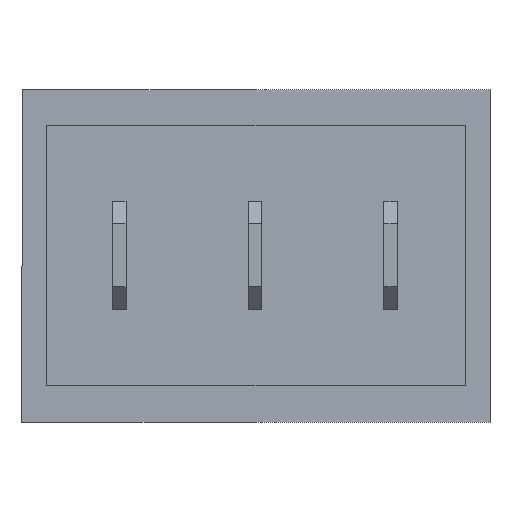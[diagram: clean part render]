
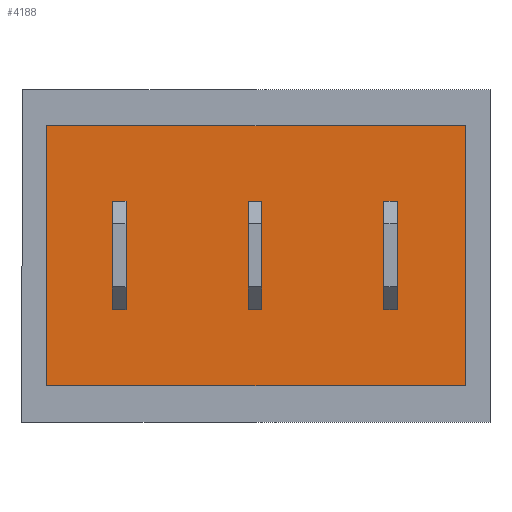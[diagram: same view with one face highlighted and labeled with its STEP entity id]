
A CAD part, top view. The second image highlights one B-rep face of the part: STEP entity #4188.
In plain terms, the highlighted planar face has unit normal (0, 0, 1).
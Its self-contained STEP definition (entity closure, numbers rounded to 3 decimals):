
#35 = ORIENTED_EDGE ( 'NONE', *, *, #3869, .T. ) ;
#66 = DIRECTION ( 'NONE',  ( 0., 1., 0. ) ) ;
#93 = VECTOR ( 'NONE', #2766, 1000. ) ;
#129 = VERTEX_POINT ( 'NONE', #4278 ) ;
#148 = VECTOR ( 'NONE', #1060, 1000. ) ;
#159 = ORIENTED_EDGE ( 'NONE', *, *, #4049, .F. ) ;
#187 = EDGE_CURVE ( 'NONE', #3390, #1393, #1498, .T. ) ;
#199 = CARTESIAN_POINT ( 'NONE',  ( 14.2, 3.35, 10.8 ) ) ;
#240 = LINE ( 'NONE', #2861, #248 ) ;
#248 = VECTOR ( 'NONE', #4230, 1000. ) ;
#305 = LINE ( 'NONE', #3599, #2218 ) ;
#338 = ORIENTED_EDGE ( 'NONE', *, *, #742, .T. ) ;
#349 = LINE ( 'NONE', #630, #1203 ) ;
#360 = VERTEX_POINT ( 'NONE', #854 ) ;
#399 = CARTESIAN_POINT ( 'NONE',  ( 2.8, 3.35, 10.8 ) ) ;
#421 = LINE ( 'NONE', #1419, #93 ) ;
#457 = ORIENTED_EDGE ( 'NONE', *, *, #3254, .F. ) ;
#458 = CARTESIAN_POINT ( 'NONE',  ( 0., 11.5, 10.8 ) ) ;
#474 = CARTESIAN_POINT ( 'NONE',  ( 8.2, 8.15, 10.8 ) ) ;
#500 = CARTESIAN_POINT ( 'NONE',  ( 2.8, 8.15, 10.8 ) ) ;
#605 = DIRECTION ( 'NONE',  ( 0., 1., 0. ) ) ;
#611 = VECTOR ( 'NONE', #2494, 1000. ) ;
#628 = EDGE_LOOP ( 'NONE', ( #3947, #3314, #159, #2616 ) ) ;
#630 = CARTESIAN_POINT ( 'NONE',  ( 14.8, 8.15, 10.8 ) ) ;
#638 = CARTESIAN_POINT ( 'NONE',  ( 2.2, 8.15, 10.8 ) ) ;
#651 = VERTEX_POINT ( 'NONE', #1076 ) ;
#693 = EDGE_CURVE ( 'NONE', #3646, #709, #421, .T. ) ;
#709 = VERTEX_POINT ( 'NONE', #500 ) ;
#742 = EDGE_CURVE ( 'NONE', #129, #1276, #2783, .T. ) ;
#747 = CARTESIAN_POINT ( 'NONE',  ( 8.8, 8.15, 10.8 ) ) ;
#854 = CARTESIAN_POINT ( 'NONE',  ( 8.8, 3.35, 10.8 ) ) ;
#879 = FACE_BOUND ( 'NONE', #2782, .T. ) ;
#895 = CARTESIAN_POINT ( 'NONE',  ( 0., 0., 10.8 ) ) ;
#899 = CARTESIAN_POINT ( 'NONE',  ( 2.8, 8.15, 10.8 ) ) ;
#931 = CARTESIAN_POINT ( 'NONE',  ( 14.8, 8.15, 10.8 ) ) ;
#1060 = DIRECTION ( 'NONE',  ( 1., 0., 0. ) ) ;
#1076 = CARTESIAN_POINT ( 'NONE',  ( 8.8, 8.15, 10.8 ) ) ;
#1203 = VECTOR ( 'NONE', #3924, 1000. ) ;
#1210 = ORIENTED_EDGE ( 'NONE', *, *, #4300, .T. ) ;
#1222 = ORIENTED_EDGE ( 'NONE', *, *, #1621, .F. ) ;
#1226 = DIRECTION ( 'NONE',  ( 1., 0., 0. ) ) ;
#1276 = VERTEX_POINT ( 'NONE', #3545 ) ;
#1327 = VERTEX_POINT ( 'NONE', #931 ) ;
#1347 = VERTEX_POINT ( 'NONE', #3589 ) ;
#1392 = VECTOR ( 'NONE', #4058, 1000. ) ;
#1393 = VERTEX_POINT ( 'NONE', #399 ) ;
#1419 = CARTESIAN_POINT ( 'NONE',  ( 2.2, 8.15, 10.8 ) ) ;
#1430 = DIRECTION ( 'NONE',  ( 0., 1., 0. ) ) ;
#1498 = LINE ( 'NONE', #2840, #3551 ) ;
#1547 = VERTEX_POINT ( 'NONE', #199 ) ;
#1549 = CARTESIAN_POINT ( 'NONE',  ( 8.2, 8.15, 10.8 ) ) ;
#1553 = EDGE_CURVE ( 'NONE', #3390, #3646, #240, .T. ) ;
#1565 = LINE ( 'NONE', #895, #3750 ) ;
#1579 = FACE_BOUND ( 'NONE', #628, .T. ) ;
#1590 = VERTEX_POINT ( 'NONE', #1549 ) ;
#1621 = EDGE_CURVE ( 'NONE', #1393, #709, #3885, .T. ) ;
#1646 = DIRECTION ( 'NONE',  ( -1., 0., 0. ) ) ;
#1671 = VECTOR ( 'NONE', #1917, 1000. ) ;
#1676 = VECTOR ( 'NONE', #3905, 1000. ) ;
#1677 = EDGE_CURVE ( 'NONE', #2212, #1590, #2729, .T. ) ;
#1744 = EDGE_LOOP ( 'NONE', ( #338, #3851, #35, #2273 ) ) ;
#1747 = LINE ( 'NONE', #747, #3684 ) ;
#1754 = CARTESIAN_POINT ( 'NONE',  ( 17.8, 0., 10.8 ) ) ;
#1806 = CARTESIAN_POINT ( 'NONE',  ( 2.2, 3.35, 10.8 ) ) ;
#1829 = LINE ( 'NONE', #3467, #1392 ) ;
#1874 = EDGE_CURVE ( 'NONE', #1347, #1327, #349, .T. ) ;
#1882 = FACE_BOUND ( 'NONE', #3628, .T. ) ;
#1901 = FACE_OUTER_BOUND ( 'NONE', #1744, .T. ) ;
#1917 = DIRECTION ( 'NONE',  ( 1., 0., 0. ) ) ;
#1936 = LINE ( 'NONE', #3205, #2685 ) ;
#1953 = DIRECTION ( 'NONE',  ( 0., 1., 0. ) ) ;
#2212 = VERTEX_POINT ( 'NONE', #3463 ) ;
#2218 = VECTOR ( 'NONE', #605, 1000. ) ;
#2273 = ORIENTED_EDGE ( 'NONE', *, *, #3917, .T. ) ;
#2325 = DIRECTION ( 'NONE',  ( 0., 0., -1. ) ) ;
#2356 = CARTESIAN_POINT ( 'NONE',  ( 8.2, 8.15, 10.8 ) ) ;
#2494 = DIRECTION ( 'NONE',  ( 1., 0., 0. ) ) ;
#2610 = CARTESIAN_POINT ( 'NONE',  ( 17.8, 11.5, 10.8 ) ) ;
#2616 = ORIENTED_EDGE ( 'NONE', *, *, #2936, .F. ) ;
#2685 = VECTOR ( 'NONE', #3525, 1000. ) ;
#2720 = LINE ( 'NONE', #4029, #148 ) ;
#2729 = LINE ( 'NONE', #2356, #3496 ) ;
#2766 = DIRECTION ( 'NONE',  ( 1., 0., 0. ) ) ;
#2782 = EDGE_LOOP ( 'NONE', ( #3499, #1210, #4050, #457 ) ) ;
#2783 = LINE ( 'NONE', #458, #3557 ) ;
#2802 = DIRECTION ( 'NONE',  ( -1., 0., 0. ) ) ;
#2840 = CARTESIAN_POINT ( 'NONE',  ( 2.2, 3.35, 10.8 ) ) ;
#2861 = CARTESIAN_POINT ( 'NONE',  ( 2.2, 8.15, 10.8 ) ) ;
#2888 = CARTESIAN_POINT ( 'NONE',  ( 14.2, 8.15, 10.8 ) ) ;
#2893 = PLANE ( 'NONE',  #4091 ) ;
#2932 = VERTEX_POINT ( 'NONE', #4200 ) ;
#2936 = EDGE_CURVE ( 'NONE', #2212, #360, #1936, .T. ) ;
#3036 = VERTEX_POINT ( 'NONE', #3980 ) ;
#3068 = EDGE_CURVE ( 'NONE', #1590, #651, #3107, .T. ) ;
#3104 = ORIENTED_EDGE ( 'NONE', *, *, #693, .T. ) ;
#3107 = LINE ( 'NONE', #474, #611 ) ;
#3141 = DIRECTION ( 'NONE',  ( 1., 0., 0. ) ) ;
#3205 = CARTESIAN_POINT ( 'NONE',  ( 8.2, 3.35, 10.8 ) ) ;
#3232 = LINE ( 'NONE', #2888, #1671 ) ;
#3254 = EDGE_CURVE ( 'NONE', #1547, #1347, #2720, .T. ) ;
#3314 = ORIENTED_EDGE ( 'NONE', *, *, #3068, .T. ) ;
#3371 = EDGE_CURVE ( 'NONE', #1276, #2932, #1829, .T. ) ;
#3390 = VERTEX_POINT ( 'NONE', #1806 ) ;
#3463 = CARTESIAN_POINT ( 'NONE',  ( 8.2, 3.35, 10.8 ) ) ;
#3467 = CARTESIAN_POINT ( 'NONE',  ( -0.7, 11.5, 10.8 ) ) ;
#3473 = ORIENTED_EDGE ( 'NONE', *, *, #187, .F. ) ;
#3496 = VECTOR ( 'NONE', #66, 1000. ) ;
#3499 = ORIENTED_EDGE ( 'NONE', *, *, #3964, .T. ) ;
#3525 = DIRECTION ( 'NONE',  ( 1., 0., 0. ) ) ;
#3545 = CARTESIAN_POINT ( 'NONE',  ( -0.7, 11.5, 10.8 ) ) ;
#3551 = VECTOR ( 'NONE', #3141, 1000. ) ;
#3557 = VECTOR ( 'NONE', #2802, 1000. ) ;
#3589 = CARTESIAN_POINT ( 'NONE',  ( 14.8, 3.35, 10.8 ) ) ;
#3599 = CARTESIAN_POINT ( 'NONE',  ( 14.2, 8.15, 10.8 ) ) ;
#3628 = EDGE_LOOP ( 'NONE', ( #3953, #3104, #1222, #3473 ) ) ;
#3646 = VERTEX_POINT ( 'NONE', #638 ) ;
#3684 = VECTOR ( 'NONE', #1430, 1000. ) ;
#3750 = VECTOR ( 'NONE', #1226, 1000. ) ;
#3785 = VERTEX_POINT ( 'NONE', #1754 ) ;
#3851 = ORIENTED_EDGE ( 'NONE', *, *, #3371, .T. ) ;
#3869 = EDGE_CURVE ( 'NONE', #2932, #3785, #1565, .T. ) ;
#3885 = LINE ( 'NONE', #899, #4204 ) ;
#3905 = DIRECTION ( 'NONE',  ( 0., 1., 0. ) ) ;
#3917 = EDGE_CURVE ( 'NONE', #3785, #129, #4295, .T. ) ;
#3924 = DIRECTION ( 'NONE',  ( 0., 1., 0. ) ) ;
#3947 = ORIENTED_EDGE ( 'NONE', *, *, #1677, .T. ) ;
#3953 = ORIENTED_EDGE ( 'NONE', *, *, #1553, .T. ) ;
#3964 = EDGE_CURVE ( 'NONE', #1547, #3036, #305, .T. ) ;
#3980 = CARTESIAN_POINT ( 'NONE',  ( 14.2, 8.15, 10.8 ) ) ;
#3989 = CARTESIAN_POINT ( 'NONE',  ( 0., 0., 10.8 ) ) ;
#4029 = CARTESIAN_POINT ( 'NONE',  ( 14.2, 3.35, 10.8 ) ) ;
#4049 = EDGE_CURVE ( 'NONE', #360, #651, #1747, .T. ) ;
#4050 = ORIENTED_EDGE ( 'NONE', *, *, #1874, .F. ) ;
#4058 = DIRECTION ( 'NONE',  ( 0., -1., 0. ) ) ;
#4091 = AXIS2_PLACEMENT_3D ( 'NONE', #3989, #2325, #1646 ) ;
#4188 = ADVANCED_FACE ( 'NONE', ( #1579, #1901, #879, #1882 ), #2893, .F. ) ;
#4200 = CARTESIAN_POINT ( 'NONE',  ( -0.7, 0., 10.8 ) ) ;
#4204 = VECTOR ( 'NONE', #1953, 1000. ) ;
#4230 = DIRECTION ( 'NONE',  ( 0., 1., 0. ) ) ;
#4278 = CARTESIAN_POINT ( 'NONE',  ( 17.8, 11.5, 10.8 ) ) ;
#4295 = LINE ( 'NONE', #2610, #1676 ) ;
#4300 = EDGE_CURVE ( 'NONE', #3036, #1327, #3232, .T. ) ;
